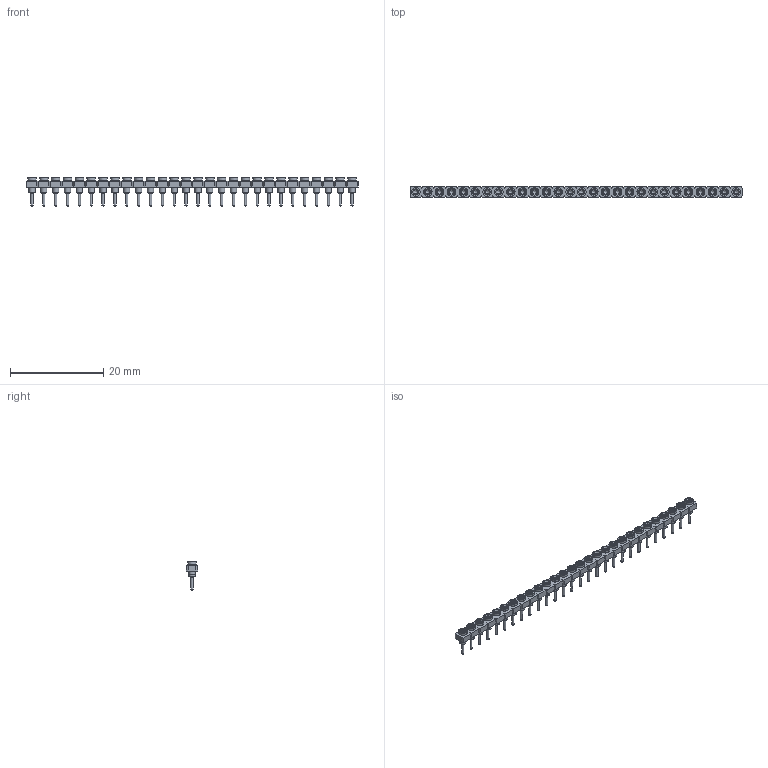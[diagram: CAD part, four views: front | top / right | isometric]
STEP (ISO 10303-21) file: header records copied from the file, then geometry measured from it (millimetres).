
FILE_DESCRIPTION(('FreeCAD Model'),'2;1');
FILE_NAME('Open CASCADE Shape Model','2025-01-11T13:38:53',(''),(''), 'Open CASCADE STEP processor 7.8','FreeCAD','Unknown');
FILE_SCHEMA(('AUTOMOTIVE_DESIGN { 1 0 10303 214 1 1 1 1 }'));
Length unit declared in the file: millimetre
Products named in the file (29): SC-4P1_pins404; SL-128_socket; SC-4P1_pins378; SC-4P1_pins379; SC-4P1_pins380; SC-4P1_pins381; SC-4P1_pins382; SC-4P1_pins383; SC-4P1_pins384; SC-4P1_pins385; SC-4P1_pins386; SC-4P1_pins387; SC-4P1_pins388; SC-4P1_pins389; SC-4P1_pins390; SC-4P1_pins391; SC-4P1_pins392; SC-4P1_pins393; SC-4P1_pins394; SC-4P1_pins395; SC-4P1_pins396; SC-4P1_pins397; SC-4P1_pins398; SC-4P1_pins399; SC-4P1_pins400; SC-4P1_pins401; SC-4P1_pins402; SC-4P1_pins403; SC-4P1_pins405
Bounding box: 71.12 x 2.54 x 6.1 mm (x, y, z)
Volume: 269.1 mm3; surface area: 1588.2 mm2
Topology: 29 solids, 29 shells, 648 faces, 1434 edges, 928 vertices
Faces by surface type: plane 312, cylinder 196, cone 112, sphere 28
Full cylindrical faces by diameter (mm): 0.508 x28, 0.914 x28, 1.016 x28, 1.321 x84, 1.829 x28
Entity records: 18032 total; most frequent: CARTESIAN_POINT 3403, DIRECTION 2872, ORIENTED_EDGE 2756, EDGE_CURVE 1378, AXIS2_PLACEMENT_3D 1181, VERTEX_POINT 928, FACE_BOUND 844, EDGE_LOOP 844
